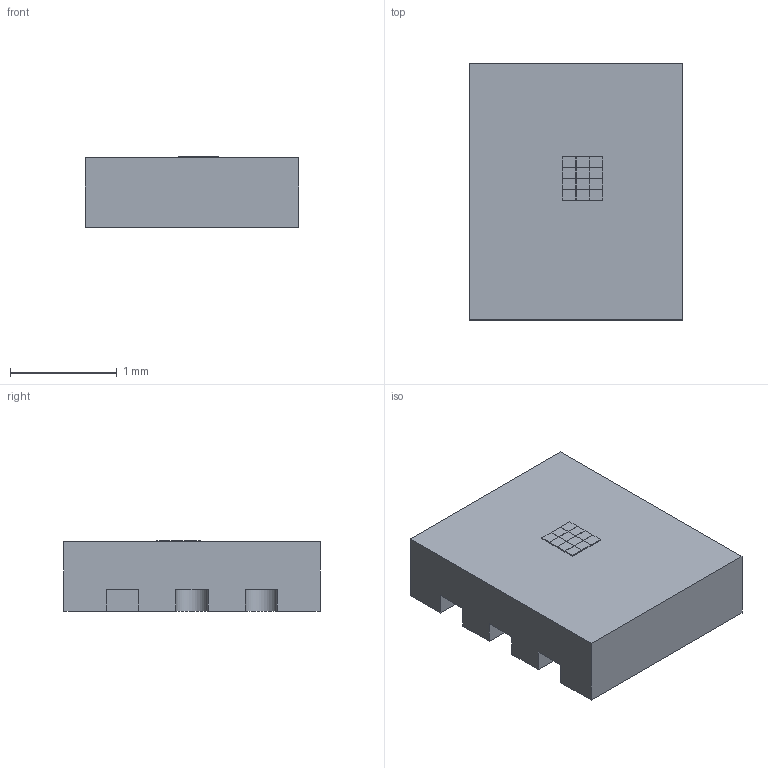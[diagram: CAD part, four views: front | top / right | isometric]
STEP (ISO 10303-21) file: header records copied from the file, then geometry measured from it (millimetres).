
FILE_DESCRIPTION (( 'STEP AP214' ), '1' );
FILE_NAME ('RS102-4173.STEP', '2017-10-23T08:16:03', ( 'MonRSI' ), ( 'Microsoft' ), 'SwSTEP 2.0', 'SolidWorks 2017', '' );
FILE_SCHEMA (( 'AUTOMOTIVE_DESIGN' ));
Length unit declared in the file: millimetre
Products named in the file (1): RS102-4173
Bounding box: 2 x 2.4 x 0.66 mm (x, y, z)
Volume: 2.9 mm3; surface area: 17.4 mm2
Topology: 13 solids, 13 shells, 105 faces, 237 edges, 158 vertices
Faces by surface type: plane 97, cylinder 8
Entity records: 3161 total; most frequent: CARTESIAN_POINT 501, ORIENTED_EDGE 474, DIRECTION 465, EDGE_CURVE 237, LINE 221, VECTOR 221, VERTEX_POINT 158, AXIS2_PLACEMENT_3D 122
